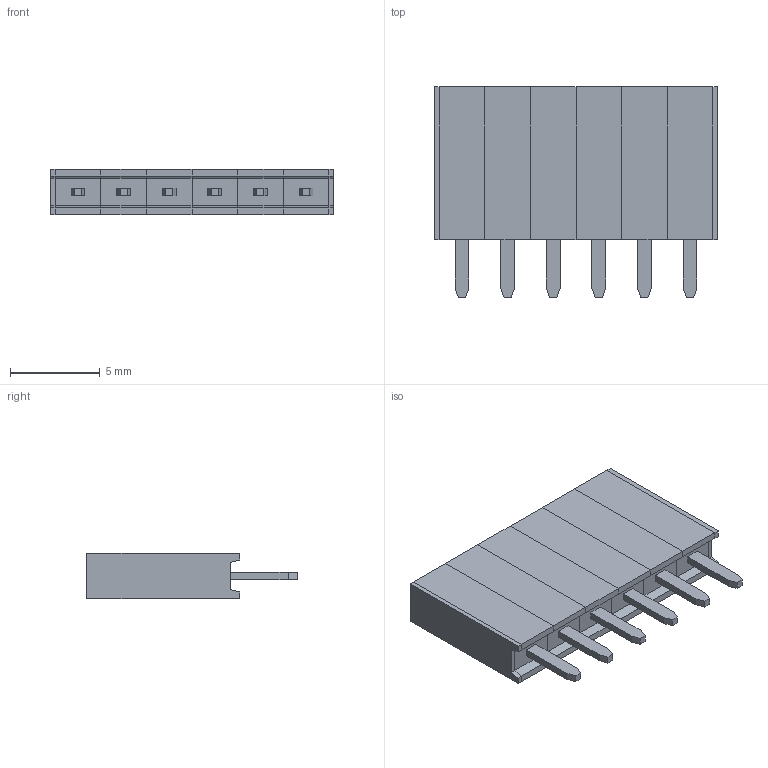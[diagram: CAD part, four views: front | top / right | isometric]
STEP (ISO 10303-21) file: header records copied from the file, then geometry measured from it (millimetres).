
FILE_DESCRIPTION (( 'STEP AP214' ), '1' );
FILE_NAME ('NPTC061LFBN-RC.STEP', '2024-10-30T12:17:10', ( '' ), ( '' ), 'SwSTEP 2.0', 'SolidWorks 2021', '' );
FILE_SCHEMA (( 'AUTOMOTIVE_DESIGN' ));
Length unit declared in the file: millimetre
Products named in the file (3): Pin - Tin; PPPC021LFBN-RC_C06; NPTC061LFBN-RC
Assembly tree (7 placements, depth 2):
  NPTC061LFBN-RC
    PPPC021LFBN-RC_C06
    Pin - Tin  x6
Bounding box: 15.75 x 11.71 x 2.54 mm (x, y, z)
Volume: 327 mm3; surface area: 767 mm2
Topology: 14 solids, 14 shells, 182 faces, 420 edges, 272 vertices
Faces by surface type: plane 182
Entity records: 4135 total; most frequent: CARTESIAN_POINT 694, ORIENTED_EDGE 660, DIRECTION 634, LINE 330, EDGE_CURVE 330, VECTOR 330, VERTEX_POINT 212, AXIS2_PLACEMENT_3D 152
